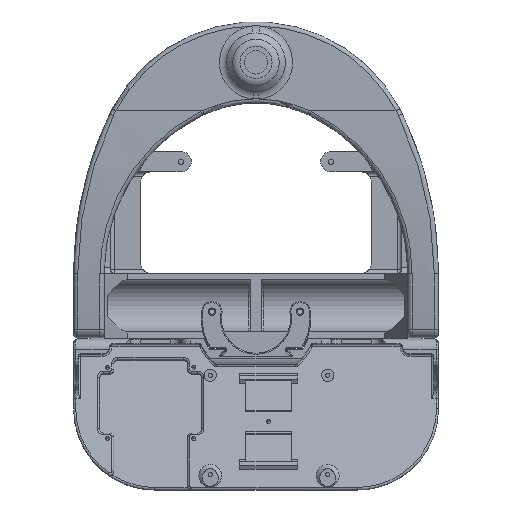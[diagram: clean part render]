
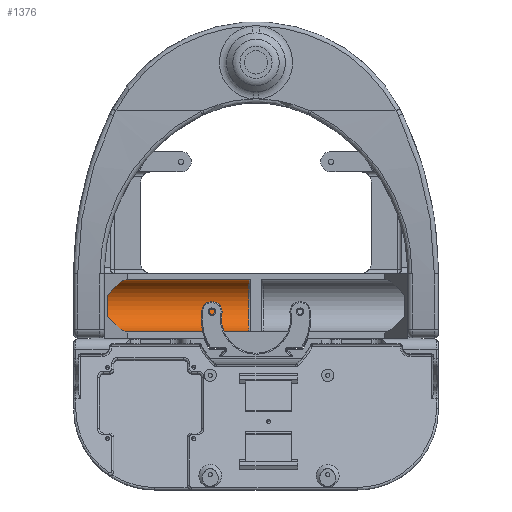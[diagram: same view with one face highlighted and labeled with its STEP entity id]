
A CAD part, top view. The second image highlights one B-rep face of the part: STEP entity #1376.
In plain terms, the highlighted cylindrical face has radius 13 mm (diameter 26 mm), a partial arc.
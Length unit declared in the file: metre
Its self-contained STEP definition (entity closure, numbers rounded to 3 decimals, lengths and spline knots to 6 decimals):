
#1376 = ADVANCED_FACE( '', ( #3026 ), #3027, .F. );
#3026 = FACE_OUTER_BOUND( '', #8089, .T. );
#3027 = CYLINDRICAL_SURFACE( '', #8090, 0.013 );
#8089 = EDGE_LOOP( '', ( #14836, #14837, #14838, #14839, #14840, #14841, #14842, #14843 ) );
#8090 = AXIS2_PLACEMENT_3D( '', #14844, #14845, #14846 );
#14836 = ORIENTED_EDGE( '', *, *, #18207, .F. );
#14837 = ORIENTED_EDGE( '', *, *, #18394, .F. );
#14838 = ORIENTED_EDGE( '', *, *, #18395, .F. );
#14839 = ORIENTED_EDGE( '', *, *, #17470, .F. );
#14840 = ORIENTED_EDGE( '', *, *, #17922, .T. );
#14841 = ORIENTED_EDGE( '', *, *, #18396, .F. );
#14842 = ORIENTED_EDGE( '', *, *, #18210, .F. );
#14843 = ORIENTED_EDGE( '', *, *, #18397, .F. );
#14844 = CARTESIAN_POINT( '', ( -0.090002, 0., 0. ) );
#14845 = DIRECTION( '', ( -1., 0., 0. ) );
#14846 = DIRECTION( '', ( 0., 0., 1. ) );
#17470 = EDGE_CURVE( '', #19962, #19226, #19964, .T. );
#17922 = EDGE_CURVE( '', #19962, #20642, #20644, .T. );
#18207 = EDGE_CURVE( '', #21053, #21055, #21056, .T. );
#18210 = EDGE_CURVE( '', #21058, #21060, #21061, .F. );
#18394 = EDGE_CURVE( '', #21282, #21053, #21283, .T. );
#18395 = EDGE_CURVE( '', #19226, #21282, #21284, .T. );
#18396 = EDGE_CURVE( '', #21060, #20642, #21285, .T. );
#18397 = EDGE_CURVE( '', #21055, #21058, #21286, .F. );
#19226 = VERTEX_POINT( '', #22979 );
#19962 = VERTEX_POINT( '', #24595 );
#19964 = CIRCLE( '', #24597, 0.013 );
#20642 = VERTEX_POINT( '', #26266 );
#20644 = LINE( '', #26269, #26270 );
#21053 = VERTEX_POINT( '', #27295 );
#21055 = VERTEX_POINT( '', #27298 );
#21056 = LINE( '', #27299, #27300 );
#21058 = VERTEX_POINT( '', #27302 );
#21060 = VERTEX_POINT( '', #27304 );
#21061 = LINE( '', #27305, #27306 );
#21282 = VERTEX_POINT( '', #27736 );
#21283 = ELLIPSE( '', #27737, 0.015011, 0.013 );
#21284 = LINE( '', #27738, #27739 );
#21285 = ELLIPSE( '', #27740, 0.015011, 0.013 );
#21286 = CIRCLE( '', #27741, 0.013 );
#22979 = CARTESIAN_POINT( '', ( -0.0866, 0.011258, 0.0065 ) );
#24595 = CARTESIAN_POINT( '', ( -0.0866, -0.011258, 0.0065 ) );
#24597 = AXIS2_PLACEMENT_3D( '', #29977, #29978, #29979 );
#26266 = CARTESIAN_POINT( '', ( -0.067206, -0.011258, 0.0065 ) );
#26269 = CARTESIAN_POINT( '', ( -0.090002, -0.011258, 0.0065 ) );
#26270 = VECTOR( '', #30547, 1. );
#27295 = CARTESIAN_POINT( '', ( -0.063453, 0.013, 0. ) );
#27298 = CARTESIAN_POINT( '', ( -0.0035, 0.013, 0. ) );
#27299 = CARTESIAN_POINT( '', ( -0.090002, 0.013, 0. ) );
#27300 = VECTOR( '', #30901, 1. );
#27302 = CARTESIAN_POINT( '', ( -0.0035, -0.013, 0. ) );
#27304 = CARTESIAN_POINT( '', ( -0.063453, -0.013, 0. ) );
#27305 = CARTESIAN_POINT( '', ( -0.090002, -0.013, 0. ) );
#27306 = VECTOR( '', #30908, 1. );
#27736 = CARTESIAN_POINT( '', ( -0.067206, 0.011258, 0.0065 ) );
#27737 = AXIS2_PLACEMENT_3D( '', #31099, #31100, #31101 );
#27738 = CARTESIAN_POINT( '', ( -0.090002, 0.011258, 0.0065 ) );
#27739 = VECTOR( '', #31102, 1. );
#27740 = AXIS2_PLACEMENT_3D( '', #31103, #31104, #31105 );
#27741 = AXIS2_PLACEMENT_3D( '', #31106, #31107, #31108 );
#29977 = CARTESIAN_POINT( '', ( -0.0866, 0., 0. ) );
#29978 = DIRECTION( '', ( 1., 0., 0. ) );
#29979 = DIRECTION( '', ( 0., 0., -1. ) );
#30547 = DIRECTION( '', ( 1., 0., 0. ) );
#30901 = DIRECTION( '', ( 1., 0., 0. ) );
#30908 = DIRECTION( '', ( 1., 0., 0. ) );
#31099 = CARTESIAN_POINT( '', ( -0.063453, 0., 0. ) );
#31100 = DIRECTION( '', ( -0.866, 0., -0.5 ) );
#31101 = DIRECTION( '', ( 0.5, 0., -0.866 ) );
#31102 = DIRECTION( '', ( 1., 0., 0. ) );
#31103 = CARTESIAN_POINT( '', ( -0.063453, 0., 0. ) );
#31104 = DIRECTION( '', ( -0.866, 0., -0.5 ) );
#31105 = DIRECTION( '', ( 0.5, 0., -0.866 ) );
#31106 = CARTESIAN_POINT( '', ( -0.0035, 0., 0. ) );
#31107 = DIRECTION( '', ( 1., 0., 0. ) );
#31108 = DIRECTION( '', ( 0., 0., -1. ) );
